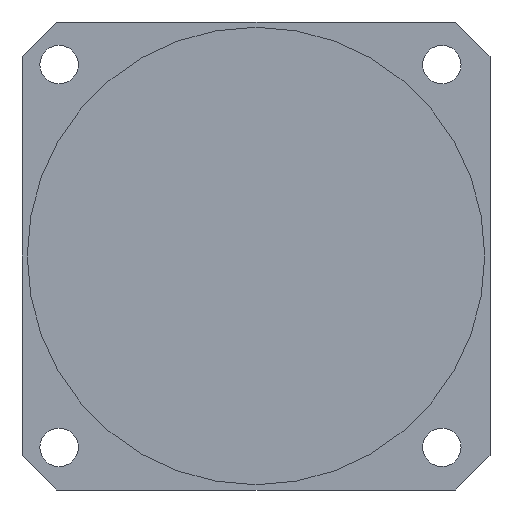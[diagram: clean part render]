
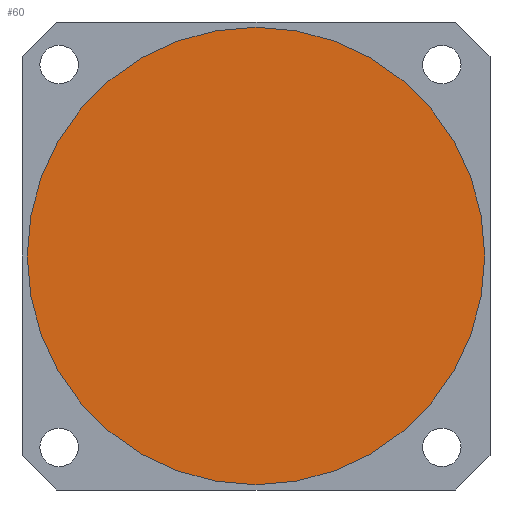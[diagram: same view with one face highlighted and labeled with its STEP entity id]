
A CAD part, front view. The second image highlights one B-rep face of the part: STEP entity #60.
In plain terms, the highlighted planar face has unit normal (0, -1, 0).
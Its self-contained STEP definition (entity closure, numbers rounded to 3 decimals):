
#60 = ADVANCED_FACE ( 'NONE', ( #150 ), #469, .T. ) ;
#116 = EDGE_CURVE ( 'NONE', #912, #263, #315, .T. ) ;
#143 = CARTESIAN_POINT ( 'NONE',  ( 1.576, -214., 51.298 ) ) ;
#150 = FACE_OUTER_BOUND ( 'NONE', #831, .T. ) ;
#218 = DIRECTION ( 'NONE',  ( 0., 0., -1. ) ) ;
#230 = DIRECTION ( 'NONE',  ( 0., 0., -1. ) ) ;
#263 = VERTEX_POINT ( 'NONE', #676 ) ;
#274 = EDGE_CURVE ( 'NONE', #263, #912, #432, .T. ) ;
#315 = CIRCLE ( 'NONE', #848, 65.5 ) ;
#422 = ORIENTED_EDGE ( 'NONE', *, *, #116, .T. ) ;
#432 = CIRCLE ( 'NONE', #604, 65.5 ) ;
#469 = PLANE ( 'NONE',  #790 ) ;
#483 = ORIENTED_EDGE ( 'NONE', *, *, #274, .T. ) ;
#500 = DIRECTION ( 'NONE',  ( 0., -1., 0. ) ) ;
#557 = CARTESIAN_POINT ( 'NONE',  ( 1.576, -214., 51.298 ) ) ;
#604 = AXIS2_PLACEMENT_3D ( 'NONE', #994, #500, #1082 ) ;
#676 = CARTESIAN_POINT ( 'NONE',  ( 1.576, -214., 116.798 ) ) ;
#730 = DIRECTION ( 'NONE',  ( 0., -1., 0. ) ) ;
#741 = DIRECTION ( 'NONE',  ( 0., -1., 0. ) ) ;
#790 = AXIS2_PLACEMENT_3D ( 'NONE', #557, #730, #218 ) ;
#831 = EDGE_LOOP ( 'NONE', ( #483, #422 ) ) ;
#848 = AXIS2_PLACEMENT_3D ( 'NONE', #143, #741, #230 ) ;
#893 = CARTESIAN_POINT ( 'NONE',  ( 1.576, -214., -14.202 ) ) ;
#912 = VERTEX_POINT ( 'NONE', #893 ) ;
#994 = CARTESIAN_POINT ( 'NONE',  ( 1.576, -214., 51.298 ) ) ;
#1082 = DIRECTION ( 'NONE',  ( 0., 0., -1. ) ) ;
